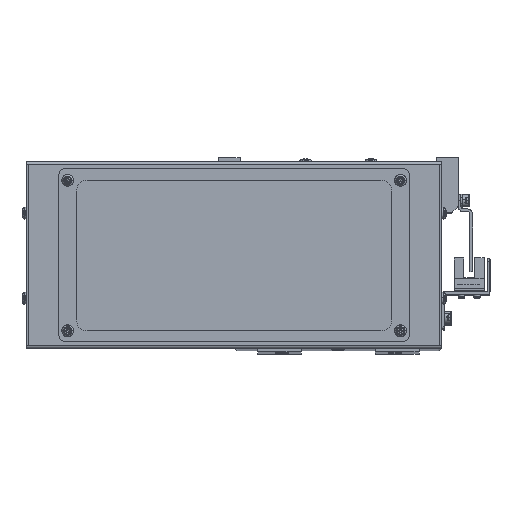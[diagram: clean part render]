
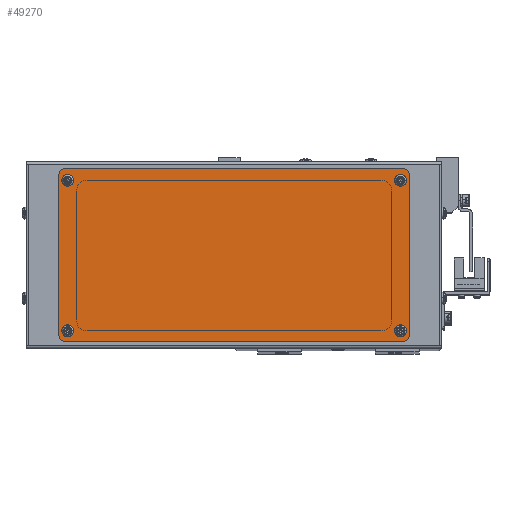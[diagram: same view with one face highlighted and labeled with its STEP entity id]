
A CAD part, top view. The second image highlights one B-rep face of the part: STEP entity #49270.
In plain terms, the highlighted planar face has unit normal (0, 0, 1).
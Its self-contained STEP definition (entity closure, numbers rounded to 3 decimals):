
#390 = EDGE_CURVE ( 'NONE', #54023, #25718, #22357, .T. ) ;
#444 = CARTESIAN_POINT ( 'NONE',  ( -80.25, 36.75, 2. ) ) ;
#654 = EDGE_CURVE ( 'NONE', #4996, #11057, #49757, .T. ) ;
#655 = DIRECTION ( 'NONE',  ( 0., 1., 0. ) ) ;
#866 = LINE ( 'NONE', #59038, #15056 ) ;
#1857 = VERTEX_POINT ( 'NONE', #31388 ) ;
#2090 = AXIS2_PLACEMENT_3D ( 'NONE', #7934, #45167, #13296 ) ;
#2302 = ORIENTED_EDGE ( 'NONE', *, *, #68259, .F. ) ;
#2366 = ORIENTED_EDGE ( 'NONE', *, *, #59059, .F. ) ;
#3045 = CARTESIAN_POINT ( 'NONE',  ( -76.25, 34.25, 2. ) ) ;
#3048 = EDGE_CURVE ( 'NONE', #17831, #38480, #11309, .T. ) ;
#3247 = CIRCLE ( 'NONE', #7284, 3. ) ;
#3340 = EDGE_LOOP ( 'NONE', ( #2366, #41558 ) ) ;
#3514 = ORIENTED_EDGE ( 'NONE', *, *, #390, .F. ) ;
#4996 = VERTEX_POINT ( 'NONE', #5839 ) ;
#5839 = CARTESIAN_POINT ( 'NONE',  ( -77.95, -34.75, 2. ) ) ;
#6608 = CARTESIAN_POINT ( 'NONE',  ( 74.55, -34.75, 2. ) ) ;
#7284 = AXIS2_PLACEMENT_3D ( 'NONE', #8126, #45351, #13501 ) ;
#7934 = CARTESIAN_POINT ( 'NONE',  ( 76.25, -34.75, 2. ) ) ;
#8082 = CARTESIAN_POINT ( 'NONE',  ( -77.25, 36.75, 2. ) ) ;
#8126 = CARTESIAN_POINT ( 'NONE',  ( -77.25, -36.75, 2. ) ) ;
#8432 = DIRECTION ( 'NONE',  ( 1., 0., 0. ) ) ;
#8518 = FACE_BOUND ( 'NONE', #15756, .T. ) ;
#8679 = CARTESIAN_POINT ( 'NONE',  ( 76.25, -34.75, 2. ) ) ;
#8953 = DIRECTION ( 'NONE',  ( 0., 0., 1. ) ) ;
#9492 = CARTESIAN_POINT ( 'NONE',  ( 77.95, 34.25, 2. ) ) ;
#10531 = LINE ( 'NONE', #62883, #49604 ) ;
#11057 = VERTEX_POINT ( 'NONE', #43741 ) ;
#11309 = CIRCLE ( 'NONE', #22603, 3. ) ;
#11638 = CARTESIAN_POINT ( 'NONE',  ( -77.25, -39.75, 2. ) ) ;
#12322 = DIRECTION ( 'NONE',  ( 0., 0., 1. ) ) ;
#12814 = EDGE_CURVE ( 'NONE', #11057, #4996, #13852, .T. ) ;
#13296 = DIRECTION ( 'NONE',  ( 1., 0., 0. ) ) ;
#13444 = DIRECTION ( 'NONE',  ( 0., 0., 1. ) ) ;
#13501 = DIRECTION ( 'NONE',  ( 1., 0., 0. ) ) ;
#13598 = AXIS2_PLACEMENT_3D ( 'NONE', #50181, #18312, #55493 ) ;
#13627 = EDGE_LOOP ( 'NONE', ( #3514, #2302 ) ) ;
#13706 = LINE ( 'NONE', #43049, #26202 ) ;
#13852 = CIRCLE ( 'NONE', #68535, 1.7 ) ;
#13998 = DIRECTION ( 'NONE',  ( 1., 0., 0. ) ) ;
#14570 = CIRCLE ( 'NONE', #43998, 1.7 ) ;
#15056 = VECTOR ( 'NONE', #655, 1000. ) ;
#15593 = VERTEX_POINT ( 'NONE', #29581 ) ;
#15756 = EDGE_LOOP ( 'NONE', ( #45494, #62977 ) ) ;
#16264 = DIRECTION ( 'NONE',  ( 0., -1., 0. ) ) ;
#16278 = EDGE_CURVE ( 'NONE', #32942, #37957, #65885, .T. ) ;
#16598 = ORIENTED_EDGE ( 'NONE', *, *, #16278, .T. ) ;
#17831 = VERTEX_POINT ( 'NONE', #18629 ) ;
#18117 = EDGE_CURVE ( 'NONE', #56211, #32942, #3247, .T. ) ;
#18312 = DIRECTION ( 'NONE',  ( 0., 0., 1. ) ) ;
#18506 = ORIENTED_EDGE ( 'NONE', *, *, #18117, .T. ) ;
#18629 = CARTESIAN_POINT ( 'NONE',  ( -77.25, 39.75, 2. ) ) ;
#19560 = CARTESIAN_POINT ( 'NONE',  ( 77.25, -39.75, 2. ) ) ;
#19762 = VERTEX_POINT ( 'NONE', #45130 ) ;
#20119 = CIRCLE ( 'NONE', #2090, 1.7 ) ;
#20271 = VERTEX_POINT ( 'NONE', #49476 ) ;
#21424 = DIRECTION ( 'NONE',  ( 0., 0., 1. ) ) ;
#21724 = DIRECTION ( 'NONE',  ( 0., 0., 1. ) ) ;
#22357 = CIRCLE ( 'NONE', #44300, 1.7 ) ;
#22603 = AXIS2_PLACEMENT_3D ( 'NONE', #55613, #23789, #60953 ) ;
#22663 = CARTESIAN_POINT ( 'NONE',  ( 77.25, -39.75, 2. ) ) ;
#22719 = EDGE_CURVE ( 'NONE', #37957, #19762, #43215, .T. ) ;
#23789 = DIRECTION ( 'NONE',  ( 0., 0., 1. ) ) ;
#24334 = FACE_OUTER_BOUND ( 'NONE', #34028, .T. ) ;
#25207 = DIRECTION ( 'NONE',  ( 0., 0., 1. ) ) ;
#25251 = CARTESIAN_POINT ( 'NONE',  ( -76.25, 34.25, 2. ) ) ;
#25533 = CIRCLE ( 'NONE', #64988, 1.7 ) ;
#25718 = VERTEX_POINT ( 'NONE', #29805 ) ;
#25801 = AXIS2_PLACEMENT_3D ( 'NONE', #44176, #12322, #49533 ) ;
#26202 = VECTOR ( 'NONE', #16264, 1000. ) ;
#28982 = ORIENTED_EDGE ( 'NONE', *, *, #22719, .T. ) ;
#29370 = VERTEX_POINT ( 'NONE', #9492 ) ;
#29581 = CARTESIAN_POINT ( 'NONE',  ( 77.25, 39.75, 2. ) ) ;
#29805 = CARTESIAN_POINT ( 'NONE',  ( 77.95, -34.75, 2. ) ) ;
#30557 = DIRECTION ( 'NONE',  ( 1., 0., 0. ) ) ;
#31056 = CARTESIAN_POINT ( 'NONE',  ( -74.55, 34.25, 2. ) ) ;
#31209 = CARTESIAN_POINT ( 'NONE',  ( -80.25, -36.75, 2. ) ) ;
#31388 = CARTESIAN_POINT ( 'NONE',  ( 74.55, 34.25, 2. ) ) ;
#32705 = ORIENTED_EDGE ( 'NONE', *, *, #40049, .T. ) ;
#32739 = ORIENTED_EDGE ( 'NONE', *, *, #3048, .T. ) ;
#32942 = VERTEX_POINT ( 'NONE', #11638 ) ;
#33649 = AXIS2_PLACEMENT_3D ( 'NONE', #8082, #13444, #50641 ) ;
#34028 = EDGE_LOOP ( 'NONE', ( #32739, #66033, #18506, #16598, #28982, #38768, #32705, #60313 ) ) ;
#34595 = PLANE ( 'NONE',  #33649 ) ;
#35394 = EDGE_CURVE ( 'NONE', #1857, #29370, #25533, .T. ) ;
#37738 = VERTEX_POINT ( 'NONE', #31056 ) ;
#37957 = VERTEX_POINT ( 'NONE', #22663 ) ;
#38480 = VERTEX_POINT ( 'NONE', #444 ) ;
#38768 = ORIENTED_EDGE ( 'NONE', *, *, #44314, .T. ) ;
#38950 = CARTESIAN_POINT ( 'NONE',  ( 80.25, 36.75, 2. ) ) ;
#40049 = EDGE_CURVE ( 'NONE', #51361, #15593, #47297, .T. ) ;
#40289 = DIRECTION ( 'NONE',  ( 0., 0., 1. ) ) ;
#40812 = CARTESIAN_POINT ( 'NONE',  ( -76.25, -34.75, 2. ) ) ;
#41069 = EDGE_CURVE ( 'NONE', #15593, #17831, #10531, .T. ) ;
#41558 = ORIENTED_EDGE ( 'NONE', *, *, #58551, .F. ) ;
#43049 = CARTESIAN_POINT ( 'NONE',  ( -80.25, -36.75, 2. ) ) ;
#43215 = CIRCLE ( 'NONE', #13598, 3. ) ;
#43741 = CARTESIAN_POINT ( 'NONE',  ( -74.55, -34.75, 2. ) ) ;
#43998 = AXIS2_PLACEMENT_3D ( 'NONE', #3045, #40289, #8432 ) ;
#44176 = CARTESIAN_POINT ( 'NONE',  ( 76.25, 34.25, 2. ) ) ;
#44300 = AXIS2_PLACEMENT_3D ( 'NONE', #8679, #45882, #13998 ) ;
#44314 = EDGE_CURVE ( 'NONE', #19762, #51361, #866, .T. ) ;
#44418 = EDGE_CURVE ( 'NONE', #29370, #1857, #49162, .T. ) ;
#45130 = CARTESIAN_POINT ( 'NONE',  ( 80.25, -36.75, 2. ) ) ;
#45167 = DIRECTION ( 'NONE',  ( 0., 0., 1. ) ) ;
#45351 = DIRECTION ( 'NONE',  ( 0., 0., 1. ) ) ;
#45494 = ORIENTED_EDGE ( 'NONE', *, *, #35394, .F. ) ;
#45882 = DIRECTION ( 'NONE',  ( 0., 0., 1. ) ) ;
#46171 = DIRECTION ( 'NONE',  ( 1., 0., 0. ) ) ;
#47297 = CIRCLE ( 'NONE', #58955, 3. ) ;
#48936 = ORIENTED_EDGE ( 'NONE', *, *, #654, .F. ) ;
#49162 = CIRCLE ( 'NONE', #25801, 1.7 ) ;
#49270 = ADVANCED_FACE ( 'NONE', ( #52599, #65041, #24334, #8518, #63388 ), #34595, .T. ) ;
#49476 = CARTESIAN_POINT ( 'NONE',  ( -77.95, 34.25, 2. ) ) ;
#49533 = DIRECTION ( 'NONE',  ( 1., 0., 0. ) ) ;
#49604 = VECTOR ( 'NONE', #52679, 1000. ) ;
#49757 = CIRCLE ( 'NONE', #50112, 1.7 ) ;
#50112 = AXIS2_PLACEMENT_3D ( 'NONE', #53236, #21424, #58577 ) ;
#50181 = CARTESIAN_POINT ( 'NONE',  ( 77.25, -36.75, 2. ) ) ;
#50641 = DIRECTION ( 'NONE',  ( 1., 0., 0. ) ) ;
#51361 = VERTEX_POINT ( 'NONE', #38950 ) ;
#51794 = VECTOR ( 'NONE', #67395, 1000. ) ;
#52599 = FACE_BOUND ( 'NONE', #57572, .T. ) ;
#52679 = DIRECTION ( 'NONE',  ( -1., 0., 0. ) ) ;
#53236 = CARTESIAN_POINT ( 'NONE',  ( -76.25, -34.75, 2. ) ) ;
#53545 = CARTESIAN_POINT ( 'NONE',  ( 76.25, 34.25, 2. ) ) ;
#54023 = VERTEX_POINT ( 'NONE', #6608 ) ;
#55493 = DIRECTION ( 'NONE',  ( 1., 0., 0. ) ) ;
#55613 = CARTESIAN_POINT ( 'NONE',  ( -77.25, 36.75, 2. ) ) ;
#56211 = VERTEX_POINT ( 'NONE', #31209 ) ;
#57005 = CARTESIAN_POINT ( 'NONE',  ( 77.25, 36.75, 2. ) ) ;
#57330 = AXIS2_PLACEMENT_3D ( 'NONE', #25251, #62422, #30557 ) ;
#57572 = EDGE_LOOP ( 'NONE', ( #48936, #58469 ) ) ;
#58469 = ORIENTED_EDGE ( 'NONE', *, *, #12814, .F. ) ;
#58551 = EDGE_CURVE ( 'NONE', #37738, #20271, #60352, .T. ) ;
#58577 = DIRECTION ( 'NONE',  ( 1., 0., 0. ) ) ;
#58869 = DIRECTION ( 'NONE',  ( 1., 0., 0. ) ) ;
#58955 = AXIS2_PLACEMENT_3D ( 'NONE', #57005, #25207, #62370 ) ;
#59038 = CARTESIAN_POINT ( 'NONE',  ( 80.25, 36.75, 2. ) ) ;
#59059 = EDGE_CURVE ( 'NONE', #20271, #37738, #14570, .T. ) ;
#59349 = EDGE_CURVE ( 'NONE', #38480, #56211, #13706, .T. ) ;
#60313 = ORIENTED_EDGE ( 'NONE', *, *, #41069, .T. ) ;
#60352 = CIRCLE ( 'NONE', #57330, 1.7 ) ;
#60953 = DIRECTION ( 'NONE',  ( 1., 0., 0. ) ) ;
#62370 = DIRECTION ( 'NONE',  ( 1., 0., 0. ) ) ;
#62422 = DIRECTION ( 'NONE',  ( 0., 0., 1. ) ) ;
#62883 = CARTESIAN_POINT ( 'NONE',  ( -77.25, 39.75, 2. ) ) ;
#62977 = ORIENTED_EDGE ( 'NONE', *, *, #44418, .F. ) ;
#63388 = FACE_BOUND ( 'NONE', #13627, .T. ) ;
#64988 = AXIS2_PLACEMENT_3D ( 'NONE', #53545, #21724, #58869 ) ;
#65041 = FACE_BOUND ( 'NONE', #3340, .T. ) ;
#65885 = LINE ( 'NONE', #19560, #51794 ) ;
#66033 = ORIENTED_EDGE ( 'NONE', *, *, #59349, .T. ) ;
#67395 = DIRECTION ( 'NONE',  ( 1., 0., 0. ) ) ;
#68259 = EDGE_CURVE ( 'NONE', #25718, #54023, #20119, .T. ) ;
#68535 = AXIS2_PLACEMENT_3D ( 'NONE', #40812, #8953, #46171 ) ;
